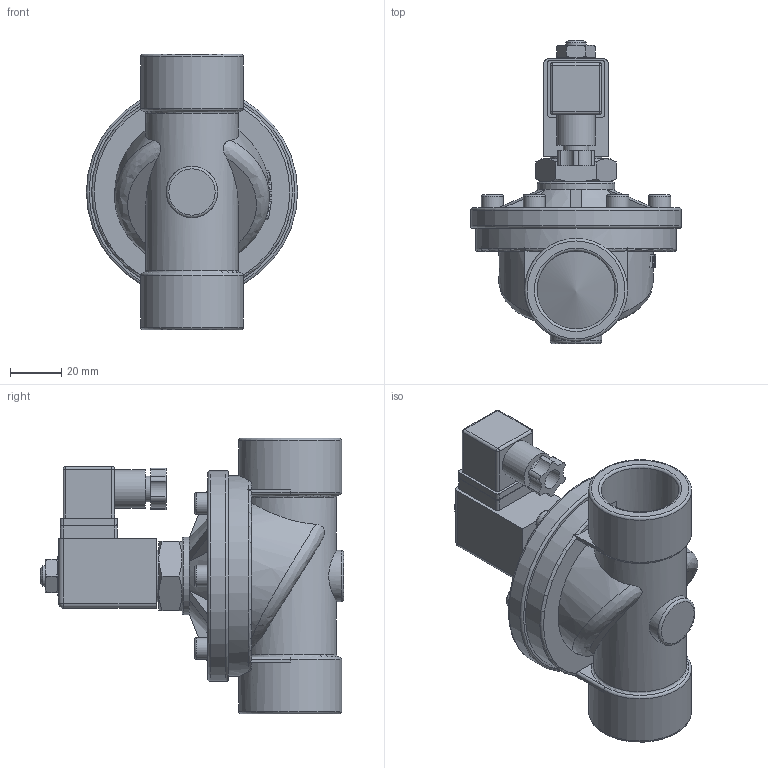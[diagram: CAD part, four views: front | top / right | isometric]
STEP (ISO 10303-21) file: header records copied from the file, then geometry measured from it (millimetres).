
FILE_DESCRIPTION(/* description */ (''),/* implementation_level */ '2;1');
FILE_NAME(/* name */ 'DN25_3D_STEP.stp',/* time_stamp */ '2024-02-15T10:23:23+03:00',/* author */ ('igorr'),/* organization */ (''),/* preprocessor_version */ 'ST-DEVELOPER v19.2',/* originating_system */ 'Autodesk Inventor 2023',/* authorisation */ '');
FILE_SCHEMA (('AUTOMOTIVE_DESIGN { 1 0 10303 214 3 1 1 }'));
Length unit declared in the file: millimetre
Products named in the file (6): Сборка1; Деталь1; соленоид; BS 3692 - M8; AS 1420 - 1973 - M5 x 10; BS 3692 - M18
Assembly tree (10 placements, depth 2):
  Сборка1
    Деталь1
    соленоид
    BS 3692 - M8
    AS 1420 - 1973 - M5 x 10  x6
    BS 3692 - M18
Bounding box: 82 x 117.75 x 107 mm (x, y, z)
Volume: 229079.3 mm3; surface area: 50177.4 mm2
Topology: 10 solids, 10 shells, 413 faces, 996 edges, 636 vertices
Faces by surface type: plane 205, cylinder 81, bspline 49, cone 42, torus 30, sphere 6
Full cylindrical faces by diameter (mm): 5 x12, 6.647 x1, 8 x2, 8.5 x6, 10 x1, 15 x2, 15.294 x1, 18 x1, 20 x4, 30 x1, 30.293 x2, 40 x2, 78 x1, 82 x1
Entity records: 11656 total; most frequent: CARTESIAN_POINT 3794, ORIENTED_EDGE 1624, DIRECTION 1422, EDGE_CURVE 812, AXIS2_PLACEMENT_3D 558, VERTEX_POINT 515, EDGE_LOOP 375, FACE_OUTER_BOUND 338
